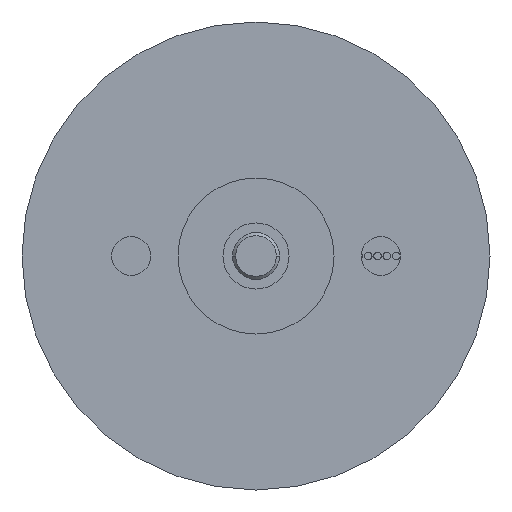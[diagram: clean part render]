
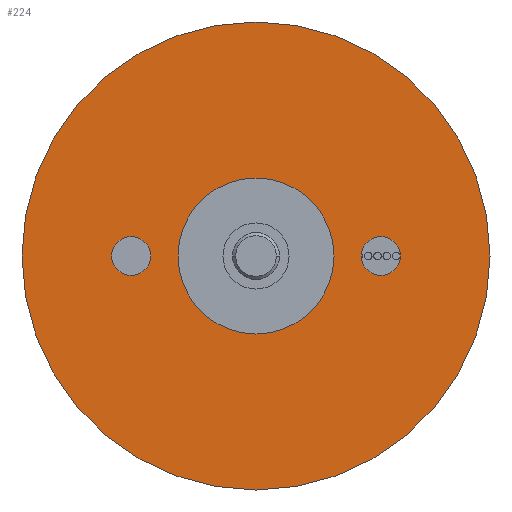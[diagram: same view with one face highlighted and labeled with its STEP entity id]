
A CAD part, left-side view. The second image highlights one B-rep face of the part: STEP entity #224.
In plain terms, the highlighted planar face has unit normal (-1, 0, 0).
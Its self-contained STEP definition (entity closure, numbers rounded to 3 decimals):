
#25 = DIRECTION ( 'NONE',  ( -1., 0., 0. ) ) ;
#26 = DIRECTION ( 'NONE',  ( 0., 1., 0. ) ) ;
#27 = CARTESIAN_POINT ( 'NONE',  ( 10., 8., 0. ) ) ;
#28 = DIRECTION ( 'NONE',  ( -1., 0., 0. ) ) ;
#29 = DIRECTION ( 'NONE',  ( 0., 1., 0. ) ) ;
#33 = CARTESIAN_POINT ( 'NONE',  ( 10., -8., 0. ) ) ;
#34 = DIRECTION ( 'NONE',  ( -1., 0., 0. ) ) ;
#35 = DIRECTION ( 'NONE',  ( 0., 1., 0. ) ) ;
#39 = CARTESIAN_POINT ( 'NONE',  ( 10., 0., 0. ) ) ;
#40 = DIRECTION ( 'NONE',  ( -1., 0., 0. ) ) ;
#41 = DIRECTION ( 'NONE',  ( 0., 1., 0. ) ) ;
#97 = CARTESIAN_POINT ( 'NONE',  ( 10., 0., 0. ) ) ;
#98 = DIRECTION ( 'NONE',  ( -1., 0., 0. ) ) ;
#99 = DIRECTION ( 'NONE',  ( 0., 1., 0. ) ) ;
#103 = CARTESIAN_POINT ( 'NONE',  ( 10., -8., 0. ) ) ;
#104 = DIRECTION ( 'NONE',  ( -1., 0., 0. ) ) ;
#105 = DIRECTION ( 'NONE',  ( 0., 1., 0. ) ) ;
#113 = CARTESIAN_POINT ( 'NONE',  ( 10., 8., 0. ) ) ;
#114 = DIRECTION ( 'NONE',  ( -1., 0., 0. ) ) ;
#115 = DIRECTION ( 'NONE',  ( 0., 1., 0. ) ) ;
#122 = CARTESIAN_POINT ( 'NONE',  ( 10., 0., 0. ) ) ;
#123 = DIRECTION ( 'NONE',  ( -1., 0., 0. ) ) ;
#124 = DIRECTION ( 'NONE',  ( 0., 1., 0. ) ) ;
#224 = ADVANCED_FACE ( 'NONE', ( #2825, #600, #2817, #2821 ), #1192, .F. ) ;
#286 = CIRCLE ( 'NONE', #1791, 15. ) ;
#287 = CIRCLE ( 'NONE', #1792, 1.25 ) ;
#290 = CIRCLE ( 'NONE', #1794, 1.25 ) ;
#292 = CIRCLE ( 'NONE', #1796, 5. ) ;
#313 = CIRCLE ( 'NONE', #1809, 5. ) ;
#323 = CIRCLE ( 'NONE', #1810, 1.25 ) ;
#329 = CIRCLE ( 'NONE', #1812, 1.25 ) ;
#335 = CIRCLE ( 'NONE', #1814, 15. ) ;
#451 = VERTEX_POINT ( 'NONE', #2546 ) ;
#464 = VERTEX_POINT ( 'NONE', #2559 ) ;
#535 = EDGE_LOOP ( 'NONE', ( #2421, #2420 ) ) ;
#536 = EDGE_LOOP ( 'NONE', ( #2417, #2416 ) ) ;
#539 = EDGE_LOOP ( 'NONE', ( #2423, #2422 ) ) ;
#544 = EDGE_LOOP ( 'NONE', ( #2419, #2418 ) ) ;
#600 = FACE_BOUND ( 'NONE', #535, .T. ) ;
#781 = CARTESIAN_POINT ( 'NONE',  ( 10., -6.75, 0. ) ) ;
#782 = CARTESIAN_POINT ( 'NONE',  ( 10., -9.25, 0. ) ) ;
#783 = CARTESIAN_POINT ( 'NONE',  ( 10., -5., 0. ) ) ;
#784 = CARTESIAN_POINT ( 'NONE',  ( 10., 5., 0. ) ) ;
#785 = CARTESIAN_POINT ( 'NONE',  ( 10., 9.25, 0. ) ) ;
#786 = CARTESIAN_POINT ( 'NONE',  ( 10., 6.75, 0. ) ) ;
#1183 = DIRECTION ( 'NONE',  ( 1., 0., 0. ) ) ;
#1190 = CARTESIAN_POINT ( 'NONE',  ( 10., 0., -15. ) ) ;
#1192 = PLANE ( 'NONE',  #2020 ) ;
#1193 = DIRECTION ( 'NONE',  ( 0., -1., 0. ) ) ;
#1791 = AXIS2_PLACEMENT_3D ( 'NONE', #2388, #25, #26 ) ;
#1792 = AXIS2_PLACEMENT_3D ( 'NONE', #27, #28, #29 ) ;
#1794 = AXIS2_PLACEMENT_3D ( 'NONE', #33, #34, #35 ) ;
#1796 = AXIS2_PLACEMENT_3D ( 'NONE', #39, #40, #41 ) ;
#1809 = AXIS2_PLACEMENT_3D ( 'NONE', #97, #98, #99 ) ;
#1810 = AXIS2_PLACEMENT_3D ( 'NONE', #103, #104, #105 ) ;
#1812 = AXIS2_PLACEMENT_3D ( 'NONE', #113, #114, #115 ) ;
#1814 = AXIS2_PLACEMENT_3D ( 'NONE', #122, #123, #124 ) ;
#1862 = EDGE_CURVE ( 'NONE', #464, #451, #286, .T. ) ;
#1863 = EDGE_CURVE ( 'NONE', #2861, #2862, #287, .T. ) ;
#1865 = EDGE_CURVE ( 'NONE', #2857, #2858, #290, .T. ) ;
#1867 = EDGE_CURVE ( 'NONE', #2859, #2860, #292, .T. ) ;
#1888 = EDGE_CURVE ( 'NONE', #2860, #2859, #313, .T. ) ;
#1890 = EDGE_CURVE ( 'NONE', #2858, #2857, #323, .T. ) ;
#1894 = EDGE_CURVE ( 'NONE', #2862, #2861, #329, .T. ) ;
#1898 = EDGE_CURVE ( 'NONE', #451, #464, #335, .T. ) ;
#2020 = AXIS2_PLACEMENT_3D ( 'NONE', #1190, #1183, #1193 ) ;
#2388 = CARTESIAN_POINT ( 'NONE',  ( 10., 0., 0. ) ) ;
#2416 = ORIENTED_EDGE ( 'NONE', *, *, #1862, .T. ) ;
#2417 = ORIENTED_EDGE ( 'NONE', *, *, #1898, .T. ) ;
#2418 = ORIENTED_EDGE ( 'NONE', *, *, #1867, .F. ) ;
#2419 = ORIENTED_EDGE ( 'NONE', *, *, #1888, .F. ) ;
#2420 = ORIENTED_EDGE ( 'NONE', *, *, #1890, .F. ) ;
#2421 = ORIENTED_EDGE ( 'NONE', *, *, #1865, .F. ) ;
#2422 = ORIENTED_EDGE ( 'NONE', *, *, #1894, .F. ) ;
#2423 = ORIENTED_EDGE ( 'NONE', *, *, #1863, .F. ) ;
#2546 = CARTESIAN_POINT ( 'NONE',  ( 10., 15., 0. ) ) ;
#2559 = CARTESIAN_POINT ( 'NONE',  ( 10., -15., 0. ) ) ;
#2817 = FACE_BOUND ( 'NONE', #544, .T. ) ;
#2821 = FACE_OUTER_BOUND ( 'NONE', #536, .T. ) ;
#2825 = FACE_BOUND ( 'NONE', #539, .T. ) ;
#2857 = VERTEX_POINT ( 'NONE', #781 ) ;
#2858 = VERTEX_POINT ( 'NONE', #782 ) ;
#2859 = VERTEX_POINT ( 'NONE', #783 ) ;
#2860 = VERTEX_POINT ( 'NONE', #784 ) ;
#2861 = VERTEX_POINT ( 'NONE', #785 ) ;
#2862 = VERTEX_POINT ( 'NONE', #786 ) ;
